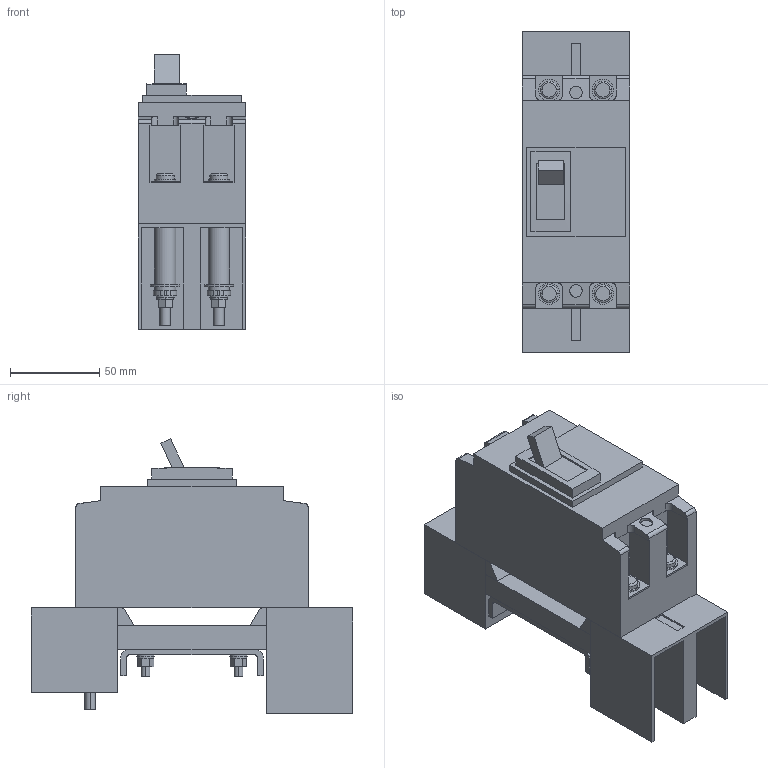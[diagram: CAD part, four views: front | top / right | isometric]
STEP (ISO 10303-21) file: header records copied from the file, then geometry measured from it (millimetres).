
FILE_DESCRIPTION (( 'STEP AP214' ), '1' );
FILE_NAME ('PS125NF2MC.STEP', '2023-02-28T10:37:16', ( 'CAD' ), ( '' ), 'SwSTEP 2.0', 'SolidWorks 2015', '' );
FILE_SCHEMA (( 'AUTOMOTIVE_DESIGN' ));
Length unit declared in the file: millimetre
Products named in the file (1): PS125NF2MC
Bounding box: 60 x 180 x 153.74 mm (x, y, z)
Volume: 700268.3 mm3; surface area: 156889 mm2
Topology: 49 solids, 49 shells, 550 faces, 1284 edges, 854 vertices
Faces by surface type: plane 293, cylinder 245, torus 8, sphere 4
Entity records: 19483 total; most frequent: DIRECTION 2878, CARTESIAN_POINT 2725, ORIENTED_EDGE 2568, EDGE_CURVE 1284, AXIS2_PLACEMENT_3D 1055, VERTEX_POINT 854, VECTOR 768, LINE 768
